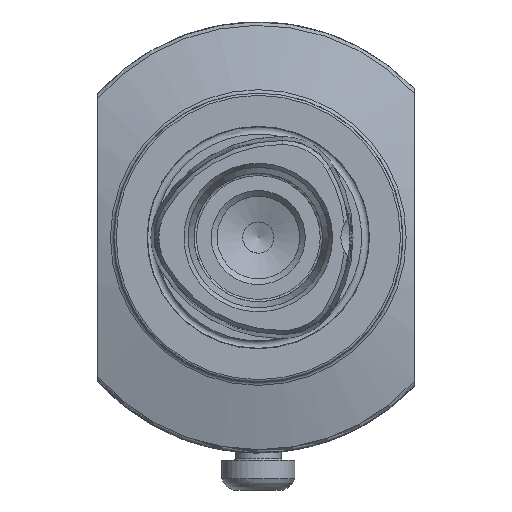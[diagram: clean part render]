
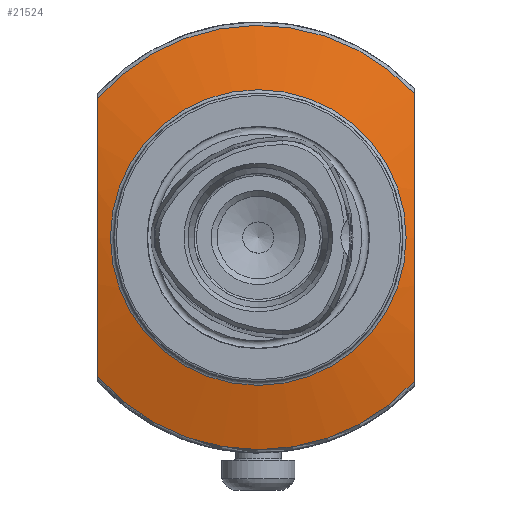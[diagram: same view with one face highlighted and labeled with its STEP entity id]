
A CAD part, left-side view. The second image highlights one B-rep face of the part: STEP entity #21524.
In plain terms, the highlighted conical face has half-angle 75 degrees and reference radius 46.259 mm.
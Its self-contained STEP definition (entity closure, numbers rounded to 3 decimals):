
#840 = CARTESIAN_POINT ( 'NONE',  ( 70.199, 0., 0. ) ) ;
#1452 = CARTESIAN_POINT ( 'NONE',  ( 72.256, -34., 20.946 ) ) ;
#1498 = ORIENTED_EDGE ( 'NONE', *, *, #24210, .F. ) ;
#1609 = DIRECTION ( 'NONE',  ( 1., 0., 0. ) ) ;
#1849 = EDGE_CURVE ( 'NONE', #18637, #10602, #26793, .T. ) ;
#1925 = CARTESIAN_POINT ( 'NONE',  ( 73.515, 35., -27.74 ) ) ;
#2132 = CARTESIAN_POINT ( 'NONE',  ( 70.937, 35., 2.468 ) ) ;
#3589 = CARTESIAN_POINT ( 'NONE',  ( 71.072, -34., -10.523 ) ) ;
#3942 = CONICAL_SURFACE ( 'NONE', #29768, 46.259, 1.309 ) ;
#4118 = ORIENTED_EDGE ( 'NONE', *, *, #16892, .F. ) ;
#4220 = DIRECTION ( 'NONE',  ( 1., 0., 0. ) ) ;
#4279 = CARTESIAN_POINT ( 'NONE',  ( 71.295, 35., 10.055 ) ) ;
#4501 = CARTESIAN_POINT ( 'NONE',  ( 70.939, 35., -2.581 ) ) ;
#4609 = CARTESIAN_POINT ( 'NONE',  ( 73.955, 35., -30.247 ) ) ;
#4618 = AXIS2_PLACEMENT_3D ( 'NONE', #19178, #4220, #21523 ) ;
#4735 = FACE_OUTER_BOUND ( 'NONE', #7276, .T. ) ;
#6017 = CARTESIAN_POINT ( 'NONE',  ( 71.904, -34., 18.323 ) ) ;
#6031 = DIRECTION ( 'NONE',  ( 1., 0., 0. ) ) ;
#6202 = VERTEX_POINT ( 'NONE', #7096 ) ;
#6707 = CIRCLE ( 'NONE', #4618, 46.259 ) ;
#7045 = CARTESIAN_POINT ( 'NONE',  ( 71.01, 35., 4.996 ) ) ;
#7096 = CARTESIAN_POINT ( 'NONE',  ( 73.955, 35., -30.247 ) ) ;
#7163 = CARTESIAN_POINT ( 'NONE',  ( 72.049, 35., -17.69 ) ) ;
#7276 = EDGE_LOOP ( 'NONE', ( #30907, #1498, #18665, #4118 ) ) ;
#8253 = FACE_BOUND ( 'NONE', #28782, .T. ) ;
#8301 = CARTESIAN_POINT ( 'NONE',  ( 70.199, 0., -32.241 ) ) ;
#8633 = CARTESIAN_POINT ( 'NONE',  ( 71.305, -34., -13.133 ) ) ;
#8836 = CARTESIAN_POINT ( 'NONE',  ( 73.483, -34., 28.773 ) ) ;
#9196 = EDGE_CURVE ( 'NONE', #6202, #26551, #27518, .T. ) ;
#9530 = CARTESIAN_POINT ( 'NONE',  ( 72.059, 35., 17.656 ) ) ;
#10602 = VERTEX_POINT ( 'NONE', #12526 ) ;
#11141 = CARTESIAN_POINT ( 'NONE',  ( 70.671, -34., -2.679 ) ) ;
#11247 = CARTESIAN_POINT ( 'NONE',  ( 73.483, -34., -28.769 ) ) ;
#11846 = ORIENTED_EDGE ( 'NONE', *, *, #26590, .T. ) ;
#11919 = CARTESIAN_POINT ( 'NONE',  ( 71.506, 35., 12.587 ) ) ;
#12526 = CARTESIAN_POINT ( 'NONE',  ( 73.955, -34., 31.367 ) ) ;
#13507 = CIRCLE ( 'NONE', #20464, 32.241 ) ;
#13630 = CARTESIAN_POINT ( 'NONE',  ( 71.893, -34., -18.35 ) ) ;
#13736 = CARTESIAN_POINT ( 'NONE',  ( 73.042, -34., 26.172 ) ) ;
#13845 = DIRECTION ( 'NONE',  ( 1., 0., 0. ) ) ;
#14292 = CARTESIAN_POINT ( 'NONE',  ( 71.014, 35., -5.103 ) ) ;
#14405 = CARTESIAN_POINT ( 'NONE',  ( 73.516, 35., 27.743 ) ) ;
#16439 = DIRECTION ( 'NONE',  ( 0., 0., -1. ) ) ;
#16859 = CARTESIAN_POINT ( 'NONE',  ( 73.955, 35., 30.247 ) ) ;
#16892 = EDGE_CURVE ( 'NONE', #26551, #10602, #18762, .T. ) ;
#18567 = CARTESIAN_POINT ( 'NONE',  ( 70.754, -34., -5.296 ) ) ;
#18637 = VERTEX_POINT ( 'NONE', #28189 ) ;
#18665 = ORIENTED_EDGE ( 'NONE', *, *, #1849, .T. ) ;
#18762 = CIRCLE ( 'NONE', #26650, 46.259 ) ;
#18779 = CARTESIAN_POINT ( 'NONE',  ( 73.955, -34., 31.367 ) ) ;
#19178 = CARTESIAN_POINT ( 'NONE',  ( 73.955, 0., 0. ) ) ;
#19562 = CARTESIAN_POINT ( 'NONE',  ( 71.513, 35., -12.66 ) ) ;
#20464 = AXIS2_PLACEMENT_3D ( 'NONE', #840, #6031, #23308 ) ;
#20932 = CARTESIAN_POINT ( 'NONE',  ( 72.246, -34., -20.956 ) ) ;
#21232 = CARTESIAN_POINT ( 'NONE',  ( 70.75, -34., 5.182 ) ) ;
#21523 = DIRECTION ( 'NONE',  ( 0., 0., -1. ) ) ;
#21524 = ADVANCED_FACE ( 'NONE', ( #4735, #8253 ), #3942, .T. ) ;
#21683 = CARTESIAN_POINT ( 'NONE',  ( 73.955, 0., 0. ) ) ;
#21692 = CARTESIAN_POINT ( 'NONE',  ( 72.555, 35., 21.451 ) ) ;
#21802 = CARTESIAN_POINT ( 'NONE',  ( 72.382, 35., 20.188 ) ) ;
#21889 = DIRECTION ( 'NONE',  ( 0., 0., -1. ) ) ;
#22198 = VERTEX_POINT ( 'NONE', #8301 ) ;
#23308 = DIRECTION ( 'NONE',  ( 0., 0., -1. ) ) ;
#23508 = CARTESIAN_POINT ( 'NONE',  ( 73.041, -34., -26.165 ) ) ;
#23725 = CARTESIAN_POINT ( 'NONE',  ( 70.669, -34., 2.559 ) ) ;
#23979 = CARTESIAN_POINT ( 'NONE',  ( 71.91, 35., 16.388 ) ) ;
#24204 = CARTESIAN_POINT ( 'NONE',  ( 73.106, 35., -25.228 ) ) ;
#24210 = EDGE_CURVE ( 'NONE', #18637, #6202, #6707, .T. ) ;
#24417 = CARTESIAN_POINT ( 'NONE',  ( 72.373, 35., -20.204 ) ) ;
#25691 = CARTESIAN_POINT ( 'NONE',  ( 73.955, -34., -31.367 ) ) ;
#25905 = CARTESIAN_POINT ( 'NONE',  ( 72.444, -34., 22.254 ) ) ;
#26551 = VERTEX_POINT ( 'NONE', #27325 ) ;
#26590 = EDGE_CURVE ( 'NONE', #22198, #22198, #13507, .T. ) ;
#26650 = AXIS2_PLACEMENT_3D ( 'NONE', #28867, #1609, #16439 ) ;
#26682 = CARTESIAN_POINT ( 'NONE',  ( 71.301, 35., -10.142 ) ) ;
#26793 = B_SPLINE_CURVE_WITH_KNOTS ( 'NONE', 3,
 ( #25691, #11247, #23508, #20932, #13630, #8633, #3589, #18567, #11141, #23725, #21232, #30733, #28498, #28604, #6017, #1452, #25905, #13736, #8836, #18779 ),
 .UNSPECIFIED., .F., .F.,
 ( 4, 2, 2, 2, 2, 2, 2, 2, 2, 4 ),
 ( 0.043, 0.05, 0.058, 0.066, 0.074, 0.082, 0.09, 0.094, 0.098, 0.106 ),
 .UNSPECIFIED. ) ;
#27325 = CARTESIAN_POINT ( 'NONE',  ( 73.955, 35., 30.247 ) ) ;
#27518 = B_SPLINE_CURVE_WITH_KNOTS ( 'NONE', 3,
 ( #4609, #1925, #24204, #24417, #7163, #19562, #26682, #14292, #4501, #2132, #7045, #4279, #11919, #23979, #9530, #21802, #21692, #29179, #14405, #16859 ),
 .UNSPECIFIED., .F., .F.,
 ( 4, 2, 2, 2, 2, 2, 2, 2, 2, 4 ),
 ( 0.044, 0.052, 0.06, 0.067, 0.075, 0.083, 0.09, 0.094, 0.098, 0.105 ),
 .UNSPECIFIED. ) ;
#28189 = CARTESIAN_POINT ( 'NONE',  ( 73.955, -34., -31.367 ) ) ;
#28498 = CARTESIAN_POINT ( 'NONE',  ( 71.298, -34., 13.062 ) ) ;
#28604 = CARTESIAN_POINT ( 'NONE',  ( 71.741, -34., 17.008 ) ) ;
#28782 = EDGE_LOOP ( 'NONE', ( #11846 ) ) ;
#28867 = CARTESIAN_POINT ( 'NONE',  ( 73.955, 0., 0. ) ) ;
#29179 = CARTESIAN_POINT ( 'NONE',  ( 73.107, 35., 25.232 ) ) ;
#29768 = AXIS2_PLACEMENT_3D ( 'NONE', #21683, #13845, #21889 ) ;
#30733 = CARTESIAN_POINT ( 'NONE',  ( 71.064, -34., 10.433 ) ) ;
#30907 = ORIENTED_EDGE ( 'NONE', *, *, #9196, .F. ) ;
